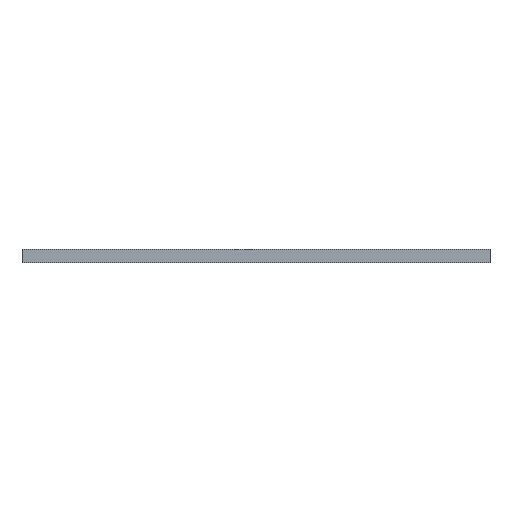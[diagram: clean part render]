
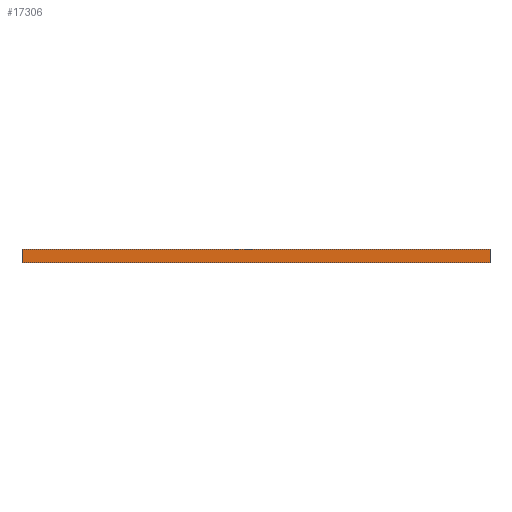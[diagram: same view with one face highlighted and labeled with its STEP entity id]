
A CAD part, front view. The second image highlights one B-rep face of the part: STEP entity #17306.
In plain terms, the highlighted planar face has unit normal (0, -1, 0).
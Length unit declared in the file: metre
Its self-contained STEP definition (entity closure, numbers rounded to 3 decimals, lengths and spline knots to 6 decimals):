
#20=LINE('',#35760,#32);
#21=LINE('',#35763,#33);
#22=LINE('',#35765,#34);
#23=LINE('',#35767,#35);
#32=VECTOR('',#30536,1.);
#33=VECTOR('',#30537,1.);
#34=VECTOR('',#30538,1.);
#35=VECTOR('',#30539,1.);
#44=PLANE('',#26526);
#1250=ORIENTED_EDGE('',*,*,#4474,.F.);
#1251=ORIENTED_EDGE('',*,*,#4475,.F.);
#1252=ORIENTED_EDGE('',*,*,#4476,.T.);
#1253=ORIENTED_EDGE('',*,*,#4477,.T.);
#4474=EDGE_CURVE('',#6086,#6087,#20,.T.);
#4475=EDGE_CURVE('',#6088,#6086,#21,.T.);
#4476=EDGE_CURVE('',#6088,#6089,#22,.T.);
#4477=EDGE_CURVE('',#6089,#6087,#23,.T.);
#6086=VERTEX_POINT('',#35761);
#6087=VERTEX_POINT('',#35762);
#6088=VERTEX_POINT('',#35764);
#6089=VERTEX_POINT('',#35766);
#9294=EDGE_LOOP('',(#1250,#1251,#1252,#1253));
#12500=FACE_BOUND('',#9294,.T.);
#17306=ADVANCED_FACE('',(#12500),#44,.T.);
#26526=AXIS2_PLACEMENT_3D('',#35759,#30534,#30535);
#30534=DIRECTION('',(0.,-1.,0.));
#30535=DIRECTION('',(0.,0.,-1.));
#30536=DIRECTION('',(-1.,0.,0.));
#30537=DIRECTION('',(0.,0.,-1.));
#30538=DIRECTION('',(-1.,0.,0.));
#30539=DIRECTION('',(0.,0.,-1.));
#35759=CARTESIAN_POINT('',(-0.026,0.,0.0015));
#35760=CARTESIAN_POINT('',(-0.026,0.,0.));
#35761=CARTESIAN_POINT('',(0.,0.,0.));
#35762=CARTESIAN_POINT('',(-0.052,0.,0.));
#35763=CARTESIAN_POINT('',(0.,0.,0.0015));
#35764=CARTESIAN_POINT('',(0.,0.,0.0015));
#35765=CARTESIAN_POINT('',(-0.026,0.,0.0015));
#35766=CARTESIAN_POINT('',(-0.052,0.,0.0015));
#35767=CARTESIAN_POINT('',(-0.052,0.,0.0015));
